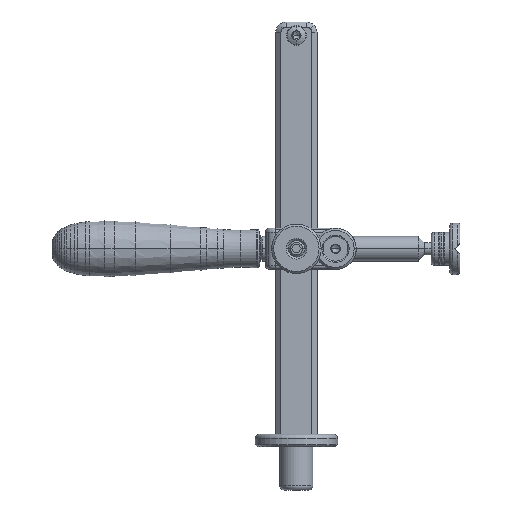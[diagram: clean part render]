
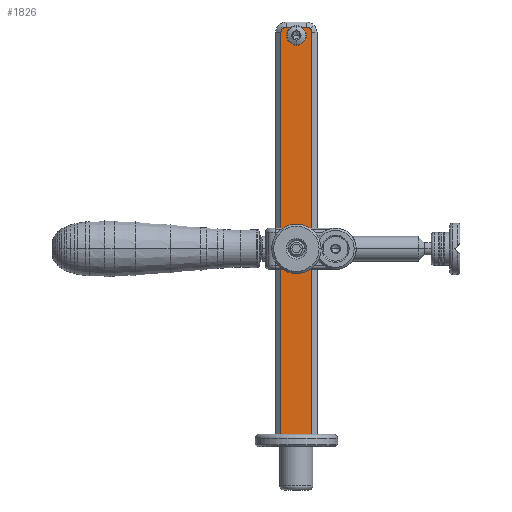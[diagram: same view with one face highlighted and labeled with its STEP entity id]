
A CAD part, left-side view. The second image highlights one B-rep face of the part: STEP entity #1826.
In plain terms, the highlighted planar face has unit normal (-1, 0, 0).
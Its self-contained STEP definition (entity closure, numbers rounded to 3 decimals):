
#1826=ADVANCED_FACE('',(#3560,#3561),#3562,.T.);
#3560=FACE_BOUND('',#5559,.T.);
#3561=FACE_OUTER_BOUND('',#5560,.T.);
#3562=PLANE('',#5561);
#5559=EDGE_LOOP('',(#9092,#9093));
#5560=EDGE_LOOP('',(#9094,#9095,#9096,#9097,#9098,#9099,#9100,#9101));
#5561=AXIS2_PLACEMENT_3D('',#9102,#9103,#9104);
#9092=ORIENTED_EDGE('',*,*,#11531,.T.);
#9093=ORIENTED_EDGE('',*,*,#12087,.T.);
#9094=ORIENTED_EDGE('',*,*,#12035,.F.);
#9095=ORIENTED_EDGE('',*,*,#11186,.F.);
#9096=ORIENTED_EDGE('',*,*,#12081,.F.);
#9097=ORIENTED_EDGE('',*,*,#12108,.F.);
#9098=ORIENTED_EDGE('',*,*,#12098,.F.);
#9099=ORIENTED_EDGE('',*,*,#12109,.F.);
#9100=ORIENTED_EDGE('',*,*,#11191,.F.);
#9101=ORIENTED_EDGE('',*,*,#12110,.F.);
#9102=CARTESIAN_POINT('',(-386.374,341.333,-65.5));
#9103=DIRECTION('',(-1.0,0.,0.0));
#9104=DIRECTION('',(0.0,0.0,-1.0));
#11186=EDGE_CURVE('',#13242,#13245,#13246,.T.);
#11191=EDGE_CURVE('',#13251,#13253,#13254,.T.);
#11531=EDGE_CURVE('',#13767,#13764,#13768,.T.);
#12035=EDGE_CURVE('',#13245,#14451,#14453,.T.);
#12081=EDGE_CURVE('',#14501,#13242,#14503,.T.);
#12087=EDGE_CURVE('',#13764,#13767,#14510,.T.);
#12098=EDGE_CURVE('',#14520,#14522,#14523,.T.);
#12108=EDGE_CURVE('',#14522,#14501,#14533,.T.);
#12109=EDGE_CURVE('',#13253,#14520,#14534,.T.);
#12110=EDGE_CURVE('',#14451,#13251,#14535,.T.);
#13242=VERTEX_POINT('',#16071);
#13245=VERTEX_POINT('',#16075);
#13246=CIRCLE('',#16076,2.5);
#13251=VERTEX_POINT('',#16082);
#13253=VERTEX_POINT('',#16085);
#13254=LINE('',#16086,#16087);
#13764=VERTEX_POINT('',#17047);
#13767=VERTEX_POINT('',#17051);
#13768=CIRCLE('',#17052,2.5);
#14451=VERTEX_POINT('',#18269);
#14453=LINE('',#18272,#18273);
#14501=VERTEX_POINT('',#18381);
#14503=CIRCLE('',#18384,2.5);
#14510=CIRCLE('',#18391,2.5);
#14520=VERTEX_POINT('',#18402);
#14522=VERTEX_POINT('',#18405);
#14523=CIRCLE('',#18406,2.5);
#14533=LINE('',#18419,#18420);
#14534=CIRCLE('',#18421,2.5);
#14535=LINE('',#18422,#18423);
#16071=CARTESIAN_POINT('',(-386.374,344.565,-68.732));
#16075=CARTESIAN_POINT('',(-386.374,343.833,-70.5));
#16076=AXIS2_PLACEMENT_3D('',#19722,#19723,#19724);
#16082=CARTESIAN_POINT('',(-386.374,358.833,-265.5));
#16085=CARTESIAN_POINT('',(-386.374,358.833,-70.5));
#16086=CARTESIAN_POINT('',(-386.374,358.833,-65.5));
#16087=VECTOR('',#19730,1.0);
#17047=CARTESIAN_POINT('',(-386.374,348.833,-72.0));
#17051=CARTESIAN_POINT('',(-386.374,353.833,-72.0));
#17052=AXIS2_PLACEMENT_3D('',#20152,#20153,#20154);
#18269=CARTESIAN_POINT('',(-386.374,343.833,-265.5));
#18272=CARTESIAN_POINT('',(-386.374,343.833,-65.5));
#18273=VECTOR('',#20812,1.0);
#18381=CARTESIAN_POINT('',(-386.374,346.333,-68.0));
#18384=AXIS2_PLACEMENT_3D('',#20848,#20849,#20850);
#18391=AXIS2_PLACEMENT_3D('',#20860,#20861,#20862);
#18402=CARTESIAN_POINT('',(-386.374,358.101,-68.732));
#18405=CARTESIAN_POINT('',(-386.374,356.333,-68.0));
#18406=AXIS2_PLACEMENT_3D('',#20871,#20872,#20873);
#18419=CARTESIAN_POINT('',(-386.374,351.333,-68.0));
#18420=VECTOR('',#20883,1.0);
#18421=AXIS2_PLACEMENT_3D('',#20884,#20885,#20886);
#18422=CARTESIAN_POINT('',(-386.374,341.333,-265.5));
#18423=VECTOR('',#20887,1.0);
#19722=CARTESIAN_POINT('',(-386.374,346.333,-70.5));
#19723=DIRECTION('',(1.0,0.,0.0));
#19724=DIRECTION('',(0.,-0.707,0.707));
#19730=DIRECTION('',(0.0,0.0,1.0));
#20152=CARTESIAN_POINT('',(-386.374,351.333,-72.0));
#20153=DIRECTION('',(1.0,0.,0.0));
#20154=DIRECTION('',(0.,-1.0,0.0));
#20812=DIRECTION('',(-0.0,0.0,-1.0));
#20848=CARTESIAN_POINT('',(-386.374,346.333,-70.5));
#20849=DIRECTION('',(1.0,0.,0.0));
#20850=DIRECTION('',(0.,-0.707,0.707));
#20860=CARTESIAN_POINT('',(-386.374,351.333,-72.0));
#20861=DIRECTION('',(1.0,0.,0.0));
#20862=DIRECTION('',(0.,-1.0,0.0));
#20871=CARTESIAN_POINT('',(-386.374,356.333,-70.5));
#20872=DIRECTION('',(1.0,0.,0.0));
#20873=DIRECTION('',(0.,0.707,0.707));
#20883=DIRECTION('',(0.,-1.0,0.0));
#20884=CARTESIAN_POINT('',(-386.374,356.333,-70.5));
#20885=DIRECTION('',(1.0,0.,0.0));
#20886=DIRECTION('',(0.,0.707,0.707));
#20887=DIRECTION('',(0.,1.0,0.0));
